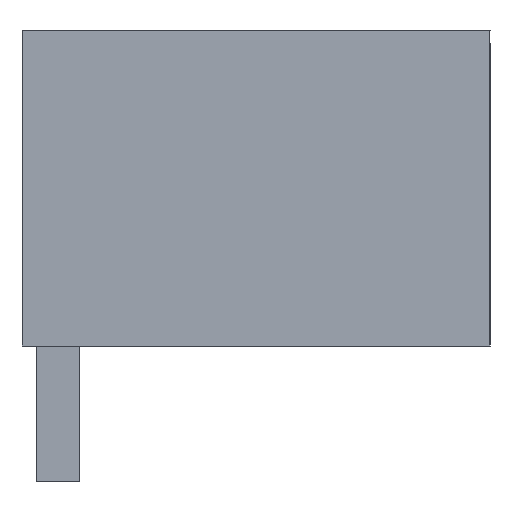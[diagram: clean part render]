
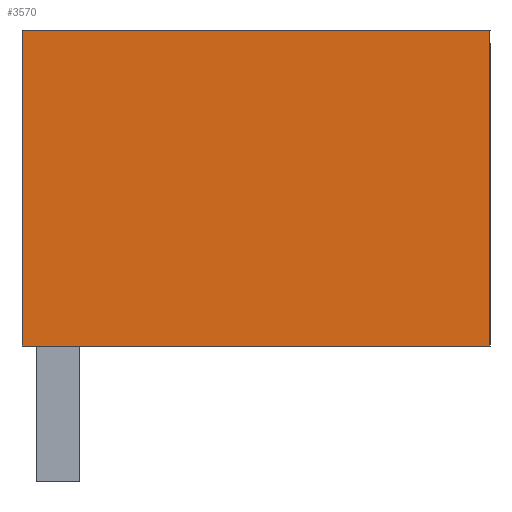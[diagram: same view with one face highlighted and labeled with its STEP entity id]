
A CAD part, left-side view. The second image highlights one B-rep face of the part: STEP entity #3570.
In plain terms, the highlighted planar face has unit normal (-1, 0, 0).
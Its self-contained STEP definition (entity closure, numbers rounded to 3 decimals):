
#3557=AXIS2_PLACEMENT_3D('Plane Axis2P3D',#3554,#3555,#3556) ;
#1256=CARTESIAN_POINT('Vertex',(0.,11.05,3.2)) ;
#1259=CARTESIAN_POINT('Line Origine',(0.,11.05,6.925)) ;
#1263=CARTESIAN_POINT('Vertex',(0.,11.05,10.65)) ;
#1503=CARTESIAN_POINT('Line Origine',(0.,5.525,3.2)) ;
#1507=CARTESIAN_POINT('Vertex',(0.,0.,3.2)) ;
#2994=CARTESIAN_POINT('Line Origine',(0.,5.525,10.65)) ;
#2998=CARTESIAN_POINT('Vertex',(0.,0.,10.65)) ;
#3554=CARTESIAN_POINT('Axis2P3D Location',(0.,-2.377,0.)) ;
#3559=CARTESIAN_POINT('Line Origine',(0.,0.,6.925)) ;
#1260=DIRECTION('Vector Direction',(0.,0.,-1.)) ;
#1504=DIRECTION('Vector Direction',(0.,1.,0.)) ;
#2995=DIRECTION('Vector Direction',(0.,-1.,0.)) ;
#3555=DIRECTION('Axis2P3D Direction',(1.,-0.,0.)) ;
#3556=DIRECTION('Axis2P3D XDirection',(0.,1.,0.)) ;
#3560=DIRECTION('Vector Direction',(0.,0.,1.)) ;
#1261=VECTOR('Line Direction',#1260,1.) ;
#1505=VECTOR('Line Direction',#1504,1.) ;
#2996=VECTOR('Line Direction',#2995,1.) ;
#3561=VECTOR('Line Direction',#3560,1.) ;
#3565=ORIENTED_EDGE('',*,*,#3000,.F.) ;
#3566=ORIENTED_EDGE('',*,*,#1265,.T.) ;
#3567=ORIENTED_EDGE('',*,*,#1509,.F.) ;
#3568=ORIENTED_EDGE('',*,*,#3563,.T.) ;
#3570=ADVANCED_FACE('HOUSING',(#3569),#3558,.F.) ;
#1265=EDGE_CURVE('',#1264,#1257,#1262,.T.) ;
#1509=EDGE_CURVE('',#1508,#1257,#1506,.T.) ;
#3000=EDGE_CURVE('',#1264,#2999,#2997,.T.) ;
#3563=EDGE_CURVE('',#1508,#2999,#3562,.T.) ;
#3564=EDGE_LOOP('',(#3565,#3566,#3567,#3568)) ;
#3569=FACE_OUTER_BOUND('',#3564,.T.) ;
#1262=LINE('Line',#1259,#1261) ;
#1506=LINE('Line',#1503,#1505) ;
#2997=LINE('Line',#2994,#2996) ;
#3562=LINE('Line',#3559,#3561) ;
#3558=PLANE('',#3557) ;
#1257=VERTEX_POINT('',#1256) ;
#1264=VERTEX_POINT('',#1263) ;
#1508=VERTEX_POINT('',#1507) ;
#2999=VERTEX_POINT('',#2998) ;
